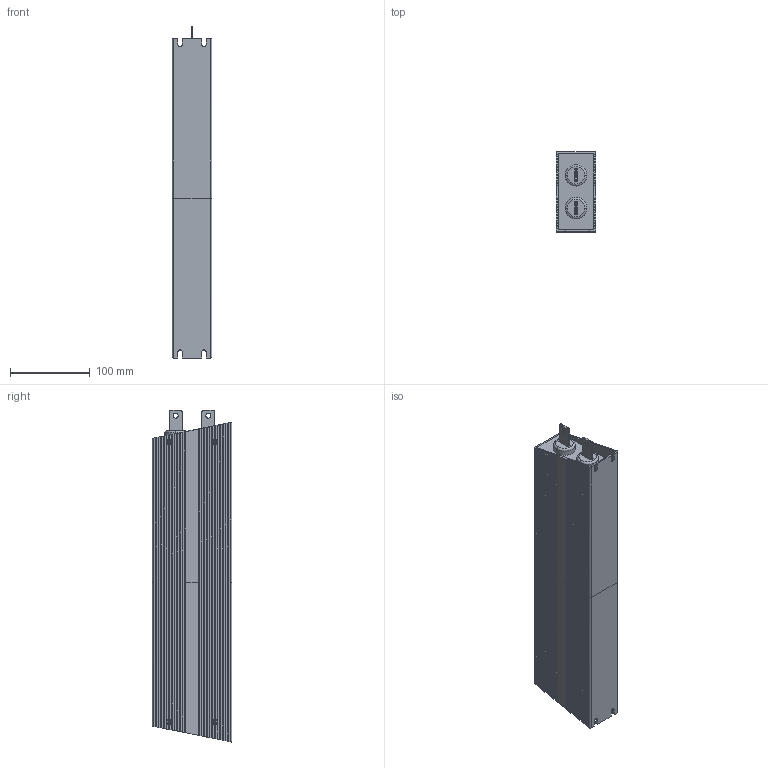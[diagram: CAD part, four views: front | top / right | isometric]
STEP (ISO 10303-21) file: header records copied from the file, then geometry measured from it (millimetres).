
FILE_DESCRIPTION (( 'STEP AP203' ), '1' );
FILE_NAME ('IRVM 2000 ASSY.STEP', '2025-05-19T00:31:28', ( 'design' ), ( '' ), 'SwSTEP 2.0', 'SolidWorks 2018', '' );
FILE_SCHEMA (( 'CONFIG_CONTROL_DESIGN' ));
Length unit declared in the file: millimetre
Products named in the file (3): IRVM 2000 ASSY; IRM ULM 2000; IRM ULM 2000 - 犒餌獄
Assembly tree (2 placements, depth 2):
  IRVM 2000 ASSY
    IRM ULM 2000
    IRM ULM 2000 - 犒餌獄
Bounding box: 50 x 100 x 415.5 mm (x, y, z)
Volume: 1784722.4 mm3; surface area: 187644.5 mm2
Topology: 6 solids, 6 shells, 634 faces, 1804 edges, 1196 vertices
Faces by surface type: plane 532, cylinder 82, cone 16, torus 4
Entity records: 21185 total; most frequent: CARTESIAN_POINT 4263, ORIENTED_EDGE 3608, DIRECTION 3254, EDGE_CURVE 1804, VECTOR 1520, LINE 1520, VERTEX_POINT 1196, AXIS2_PLACEMENT_3D 867
